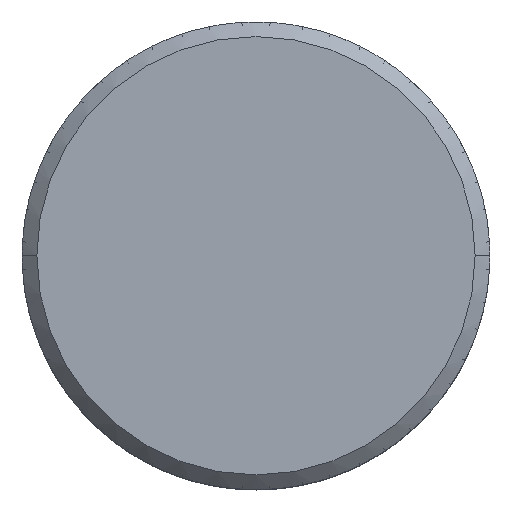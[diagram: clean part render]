
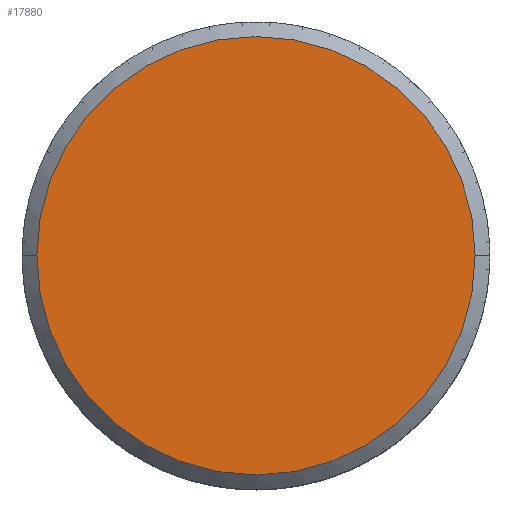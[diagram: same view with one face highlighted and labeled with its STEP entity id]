
A CAD part, top view. The second image highlights one B-rep face of the part: STEP entity #17880.
In plain terms, the highlighted planar face has unit normal (0, 0, 1).
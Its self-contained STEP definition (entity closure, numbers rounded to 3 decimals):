
#527 = CARTESIAN_POINT ( 'NONE',  ( 0., 0., 5. ) ) ;
#529 = PLANE ( 'NONE',  #12327 ) ;
#532 = DIRECTION ( 'NONE',  ( 0., 0., 1. ) ) ;
#533 = DIRECTION ( 'NONE',  ( 1., 0., 0. ) ) ;
#801 = FACE_OUTER_BOUND ( 'NONE', #19534, .T. ) ;
#992 = CIRCLE ( 'NONE', #12293, 3.75 ) ;
#1225 = CIRCLE ( 'NONE', #11972, 3.75 ) ;
#2425 = CARTESIAN_POINT ( 'NONE',  ( 0., 0., 5. ) ) ;
#2427 = DIRECTION ( 'NONE',  ( 0., 0., 1. ) ) ;
#2428 = DIRECTION ( 'NONE',  ( 1., 0., 0. ) ) ;
#4291 = VERTEX_POINT ( 'NONE', #19500 ) ;
#4292 = VERTEX_POINT ( 'NONE', #19504 ) ;
#9795 = CARTESIAN_POINT ( 'NONE',  ( 0., 0., 5. ) ) ;
#9809 = DIRECTION ( 'NONE',  ( 0., 0., 1. ) ) ;
#9810 = DIRECTION ( 'NONE',  ( 1., 0., 0. ) ) ;
#11882 = EDGE_CURVE ( 'NONE', #4291, #4292, #1225, .T. ) ;
#11972 = AXIS2_PLACEMENT_3D ( 'NONE', #2425, #2427, #2428 ) ;
#12131 = EDGE_CURVE ( 'NONE', #4292, #4291, #992, .T. ) ;
#12293 = AXIS2_PLACEMENT_3D ( 'NONE', #9795, #9809, #9810 ) ;
#12327 = AXIS2_PLACEMENT_3D ( 'NONE', #527, #532, #533 ) ;
#17880 = ADVANCED_FACE ( 'NONE', ( #801 ), #529, .T. ) ;
#19500 = CARTESIAN_POINT ( 'NONE',  ( -3.75, 0., 5. ) ) ;
#19504 = CARTESIAN_POINT ( 'NONE',  ( 3.75, 0., 5. ) ) ;
#19534 = EDGE_LOOP ( 'NONE', ( #21702, #22512 ) ) ;
#21702 = ORIENTED_EDGE ( 'NONE', *, *, #11882, .T. ) ;
#22512 = ORIENTED_EDGE ( 'NONE', *, *, #12131, .T. ) ;
